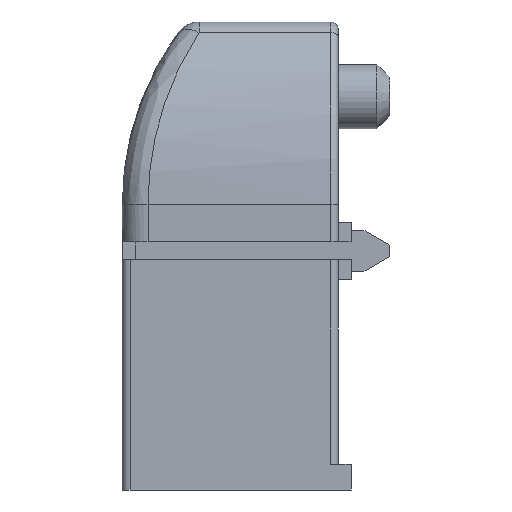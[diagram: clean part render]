
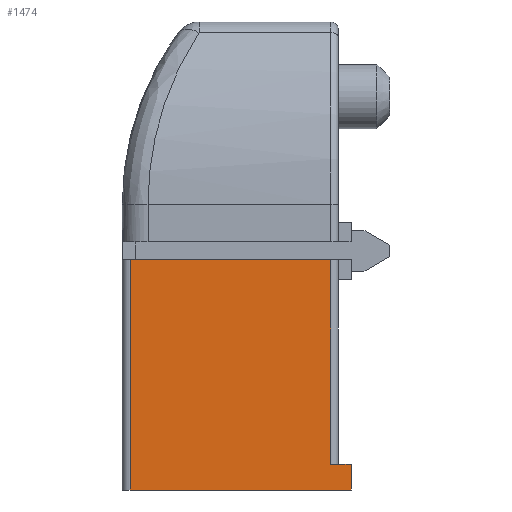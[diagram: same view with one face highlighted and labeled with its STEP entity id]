
A CAD part, left-side view. The second image highlights one B-rep face of the part: STEP entity #1474.
In plain terms, the highlighted planar face has unit normal (-1, 0, 0).
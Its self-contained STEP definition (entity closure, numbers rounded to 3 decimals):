
#135 = CARTESIAN_POINT ( 'NONE',  ( -7.75, 0., 11.1 ) ) ;
#166 = VERTEX_POINT ( 'NONE', #953 ) ;
#228 = ORIENTED_EDGE ( 'NONE', *, *, #4745, .F. ) ;
#245 = EDGE_CURVE ( 'NONE', #6640, #4962, #5301, .T. ) ;
#325 = LINE ( 'NONE', #3722, #1251 ) ;
#443 = CARTESIAN_POINT ( 'NONE',  ( -7.75, 3.9, 0. ) ) ;
#953 = CARTESIAN_POINT ( 'NONE',  ( -7.75, -4.7, 0. ) ) ;
#1099 = EDGE_LOOP ( 'NONE', ( #7601, #5024, #4265, #7234, #1679, #228 ) ) ;
#1251 = VECTOR ( 'NONE', #7573, 1000. ) ;
#1274 = VECTOR ( 'NONE', #2321, 1000. ) ;
#1474 = ADVANCED_FACE ( 'NONE', ( #1527 ), #7300, .F. ) ;
#1477 = CARTESIAN_POINT ( 'NONE',  ( -7.75, -3.9, 1. ) ) ;
#1527 = FACE_OUTER_BOUND ( 'NONE', #1099, .T. ) ;
#1679 = ORIENTED_EDGE ( 'NONE', *, *, #2023, .T. ) ;
#1975 = EDGE_CURVE ( 'NONE', #4535, #3414, #3653, .T. ) ;
#2021 = CARTESIAN_POINT ( 'NONE',  ( -7.75, -3.9, 11.1 ) ) ;
#2023 = EDGE_CURVE ( 'NONE', #3414, #166, #4287, .T. ) ;
#2321 = DIRECTION ( 'NONE',  ( 0., 0., -1. ) ) ;
#3014 = LINE ( 'NONE', #5533, #6510 ) ;
#3414 = VERTEX_POINT ( 'NONE', #443 ) ;
#3524 = DIRECTION ( 'NONE',  ( 1., 0., 0. ) ) ;
#3653 = LINE ( 'NONE', #6254, #1274 ) ;
#3722 = CARTESIAN_POINT ( 'NONE',  ( -7.75, -4.7, 1. ) ) ;
#4104 = CARTESIAN_POINT ( 'NONE',  ( -7.75, 0., 8.95 ) ) ;
#4265 = ORIENTED_EDGE ( 'NONE', *, *, #7011, .T. ) ;
#4287 = LINE ( 'NONE', #4842, #8092 ) ;
#4535 = VERTEX_POINT ( 'NONE', #5165 ) ;
#4636 = CARTESIAN_POINT ( 'NONE',  ( -7.75, -3.9, 8.95 ) ) ;
#4745 = EDGE_CURVE ( 'NONE', #5404, #166, #3014, .T. ) ;
#4842 = CARTESIAN_POINT ( 'NONE',  ( -7.75, 0., 0. ) ) ;
#4962 = VERTEX_POINT ( 'NONE', #4636 ) ;
#5024 = ORIENTED_EDGE ( 'NONE', *, *, #245, .T. ) ;
#5165 = CARTESIAN_POINT ( 'NONE',  ( -7.75, 3.9, 8.95 ) ) ;
#5301 = LINE ( 'NONE', #2021, #6344 ) ;
#5404 = VERTEX_POINT ( 'NONE', #6244 ) ;
#5533 = CARTESIAN_POINT ( 'NONE',  ( -7.75, -4.7, 0. ) ) ;
#5620 = DIRECTION ( 'NONE',  ( 0., 0., -1. ) ) ;
#6003 = DIRECTION ( 'NONE',  ( 0., 1., 0. ) ) ;
#6082 = LINE ( 'NONE', #4104, #7335 ) ;
#6244 = CARTESIAN_POINT ( 'NONE',  ( -7.75, -4.7, 1. ) ) ;
#6254 = CARTESIAN_POINT ( 'NONE',  ( -7.75, 3.9, 0. ) ) ;
#6261 = AXIS2_PLACEMENT_3D ( 'NONE', #135, #3524, #7430 ) ;
#6344 = VECTOR ( 'NONE', #7241, 1000. ) ;
#6510 = VECTOR ( 'NONE', #5620, 1000. ) ;
#6640 = VERTEX_POINT ( 'NONE', #1477 ) ;
#6817 = DIRECTION ( 'NONE',  ( 0., -1., 0. ) ) ;
#7011 = EDGE_CURVE ( 'NONE', #4962, #4535, #6082, .T. ) ;
#7234 = ORIENTED_EDGE ( 'NONE', *, *, #1975, .T. ) ;
#7241 = DIRECTION ( 'NONE',  ( 0., 0., 1. ) ) ;
#7300 = PLANE ( 'NONE',  #6261 ) ;
#7335 = VECTOR ( 'NONE', #6003, 1000. ) ;
#7430 = DIRECTION ( 'NONE',  ( 0., 0., -1. ) ) ;
#7573 = DIRECTION ( 'NONE',  ( 0., 1., 0. ) ) ;
#7601 = ORIENTED_EDGE ( 'NONE', *, *, #8241, .T. ) ;
#8092 = VECTOR ( 'NONE', #6817, 1000. ) ;
#8241 = EDGE_CURVE ( 'NONE', #5404, #6640, #325, .T. ) ;
